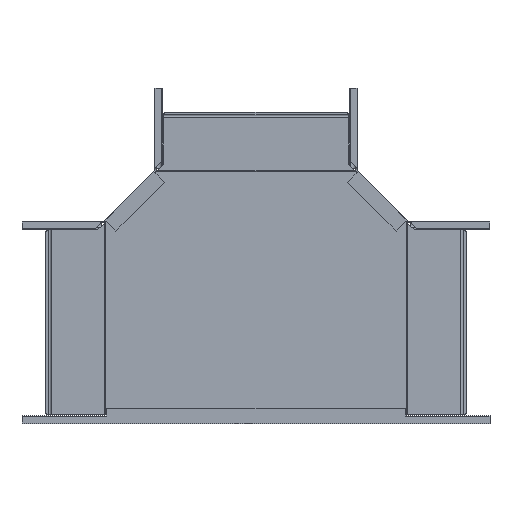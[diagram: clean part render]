
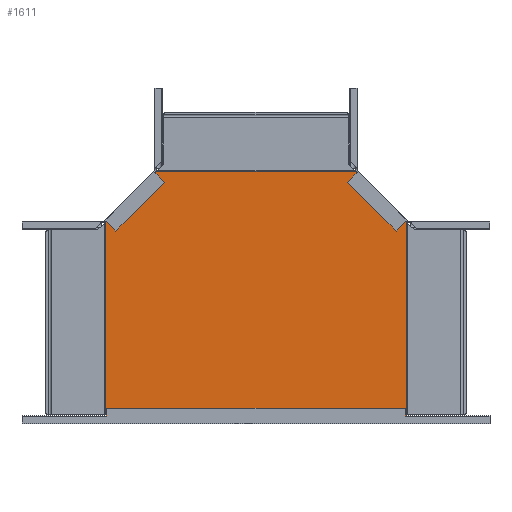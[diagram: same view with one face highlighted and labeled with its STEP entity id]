
A CAD part, front view. The second image highlights one B-rep face of the part: STEP entity #1611.
In plain terms, the highlighted planar face has unit normal (0, -1, 0).
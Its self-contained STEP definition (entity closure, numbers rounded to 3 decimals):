
#64 = LINE ( 'NONE', #3291, #3199 ) ;
#221 = CARTESIAN_POINT ( 'NONE',  ( 146.163, 0., 0. ) ) ;
#250 = CARTESIAN_POINT ( 'NONE',  ( -97.093, 0., 242.413 ) ) ;
#440 = LINE ( 'NONE', #4508, #5692 ) ;
#476 = ORIENTED_EDGE ( 'NONE', *, *, #5905, .F. ) ;
#488 = EDGE_CURVE ( 'NONE', #562, #2001, #1513, .T. ) ;
#491 = VERTEX_POINT ( 'NONE', #2063 ) ;
#504 = VERTEX_POINT ( 'NONE', #5254 ) ;
#533 = DIRECTION ( 'NONE',  ( 0., 0., 1. ) ) ;
#549 = VERTEX_POINT ( 'NONE', #3541 ) ;
#562 = VERTEX_POINT ( 'NONE', #3058 ) ;
#701 = VERTEX_POINT ( 'NONE', #1755 ) ;
#840 = CARTESIAN_POINT ( 'NONE',  ( 97.093, 0., 242.413 ) ) ;
#862 = CARTESIAN_POINT ( 'NONE',  ( 0., 0., 6.5 ) ) ;
#923 = ORIENTED_EDGE ( 'NONE', *, *, #4454, .F. ) ;
#984 = DIRECTION ( 'NONE',  ( 0., 1., 0. ) ) ;
#1041 = EDGE_CURVE ( 'NONE', #701, #5121, #1771, .T. ) ;
#1056 = DIRECTION ( 'NONE',  ( 0., 0., -1. ) ) ;
#1141 = ORIENTED_EDGE ( 'NONE', *, *, #3650, .T. ) ;
#1149 = EDGE_CURVE ( 'NONE', #4831, #2483, #64, .T. ) ;
#1161 = CARTESIAN_POINT ( 'NONE',  ( -145.073, 0., 6.5 ) ) ;
#1172 = VECTOR ( 'NONE', #4031, 1000. ) ;
#1207 = LINE ( 'NONE', #1786, #4947 ) ;
#1279 = VECTOR ( 'NONE', #5921, 1000. ) ;
#1280 = VERTEX_POINT ( 'NONE', #1161 ) ;
#1302 = VERTEX_POINT ( 'NONE', #4337 ) ;
#1379 = VECTOR ( 'NONE', #2209, 1000. ) ;
#1402 = VERTEX_POINT ( 'NONE', #5442 ) ;
#1483 = ORIENTED_EDGE ( 'NONE', *, *, #3207, .F. ) ;
#1509 = B_SPLINE_CURVE_WITH_KNOTS ( 'NONE', 3,
 ( #4997, #5441, #5089, #2738 ),
 .UNSPECIFIED., .F., .F.,
 ( 4, 4 ),
 ( 0.005, 0.006 ),
 .UNSPECIFIED. ) ;
#1513 = LINE ( 'NONE', #221, #2422 ) ;
#1530 = CARTESIAN_POINT ( 'NONE',  ( -145.749, 0., 193.824 ) ) ;
#1550 = ORIENTED_EDGE ( 'NONE', *, *, #4137, .F. ) ;
#1595 = EDGE_CURVE ( 'NONE', #1280, #1302, #2863, .T. ) ;
#1597 = DIRECTION ( 'NONE',  ( 0.707, 0., -0.707 ) ) ;
#1604 = ORIENTED_EDGE ( 'NONE', *, *, #2871, .F. ) ;
#1611 = ADVANCED_FACE ( 'NONE', ( #4218 ), #4187, .F. ) ;
#1641 = CARTESIAN_POINT ( 'NONE',  ( -145.073, 0., 6.5 ) ) ;
#1714 = VERTEX_POINT ( 'NONE', #4302 ) ;
#1755 = CARTESIAN_POINT ( 'NONE',  ( 97.574, 0., 241.999 ) ) ;
#1771 = B_SPLINE_CURVE_WITH_KNOTS ( 'NONE', 3,
 ( #3590, #3168, #4554, #840 ),
 .UNSPECIFIED., .F., .F.,
 ( 4, 4 ),
 ( 0.005, 0.006 ),
 .UNSPECIFIED. ) ;
#1786 = CARTESIAN_POINT ( 'NONE',  ( 145.073, 0., 0. ) ) ;
#1788 = EDGE_CURVE ( 'NONE', #1714, #4831, #440, .T. ) ;
#1843 = VECTOR ( 'NONE', #4442, 1000. ) ;
#2001 = VERTEX_POINT ( 'NONE', #4376 ) ;
#2063 = CARTESIAN_POINT ( 'NONE',  ( 145.749, 0., 193.824 ) ) ;
#2139 = CARTESIAN_POINT ( 'NONE',  ( 137.925, 0., 201.648 ) ) ;
#2144 = CARTESIAN_POINT ( 'NONE',  ( -146.163, 0., 193.343 ) ) ;
#2209 = DIRECTION ( 'NONE',  ( 0., 0., 1. ) ) ;
#2310 = ORIENTED_EDGE ( 'NONE', *, *, #1595, .T. ) ;
#2403 = CARTESIAN_POINT ( 'NONE',  ( 0., 0., 0. ) ) ;
#2422 = VECTOR ( 'NONE', #1056, 1000. ) ;
#2483 = VERTEX_POINT ( 'NONE', #4811 ) ;
#2504 = EDGE_CURVE ( 'NONE', #504, #4408, #3643, .T. ) ;
#2588 = CARTESIAN_POINT ( 'NONE',  ( -145.749, 0., 193.824 ) ) ;
#2628 = CARTESIAN_POINT ( 'NONE',  ( 97.093, 0., 242.413 ) ) ;
#2676 = CARTESIAN_POINT ( 'NONE',  ( 145.073, 0., 6.5 ) ) ;
#2683 = CARTESIAN_POINT ( 'NONE',  ( -137.925, 0., 201.648 ) ) ;
#2733 = CARTESIAN_POINT ( 'NONE',  ( 0., 0., 242.413 ) ) ;
#2738 = CARTESIAN_POINT ( 'NONE',  ( 146.163, 0., 193.343 ) ) ;
#2755 = ORIENTED_EDGE ( 'NONE', *, *, #3688, .T. ) ;
#2765 = B_SPLINE_CURVE_WITH_KNOTS ( 'NONE', 3,
 ( #2935, #4377, #5187, #250 ),
 .UNSPECIFIED., .F., .F.,
 ( 4, 4 ),
 ( 0.005, 0.006 ),
 .UNSPECIFIED. ) ;
#2839 = DIRECTION ( 'NONE',  ( 0., 0., -1. ) ) ;
#2863 = LINE ( 'NONE', #5646, #5127 ) ;
#2871 = EDGE_CURVE ( 'NONE', #1402, #5121, #4510, .T. ) ;
#2935 = CARTESIAN_POINT ( 'NONE',  ( -97.574, 0., 241.999 ) ) ;
#2981 = ORIENTED_EDGE ( 'NONE', *, *, #1041, .T. ) ;
#3014 = CARTESIAN_POINT ( 'NONE',  ( -146.163, 0., 193.343 ) ) ;
#3058 = CARTESIAN_POINT ( 'NONE',  ( 146.163, 0., 193.343 ) ) ;
#3168 = CARTESIAN_POINT ( 'NONE',  ( 97.41, 0., 242.133 ) ) ;
#3172 = DIRECTION ( 'NONE',  ( -1., 0., 0. ) ) ;
#3199 = VECTOR ( 'NONE', #2839, 1000. ) ;
#3207 = EDGE_CURVE ( 'NONE', #4408, #3639, #5255, .T. ) ;
#3291 = CARTESIAN_POINT ( 'NONE',  ( 145.073, 0., 0. ) ) ;
#3486 = DIRECTION ( 'NONE',  ( 1., 0., 0. ) ) ;
#3541 = CARTESIAN_POINT ( 'NONE',  ( -97.574, 0., 241.999 ) ) ;
#3556 = EDGE_CURVE ( 'NONE', #549, #1402, #2765, .T. ) ;
#3590 = CARTESIAN_POINT ( 'NONE',  ( 97.574, 0., 241.999 ) ) ;
#3639 = VERTEX_POINT ( 'NONE', #2144 ) ;
#3643 = LINE ( 'NONE', #862, #1172 ) ;
#3650 = EDGE_CURVE ( 'NONE', #504, #1280, #5814, .T. ) ;
#3657 = CARTESIAN_POINT ( 'NONE',  ( -146.163, 0., 0. ) ) ;
#3688 = EDGE_CURVE ( 'NONE', #1714, #2001, #4047, .T. ) ;
#3710 = LINE ( 'NONE', #2683, #5059 ) ;
#3716 = ORIENTED_EDGE ( 'NONE', *, *, #1788, .F. ) ;
#3728 = ORIENTED_EDGE ( 'NONE', *, *, #1149, .F. ) ;
#4031 = DIRECTION ( 'NONE',  ( -1., 0., 0. ) ) ;
#4047 = LINE ( 'NONE', #5792, #4344 ) ;
#4137 = EDGE_CURVE ( 'NONE', #2483, #1302, #1207, .T. ) ;
#4187 = PLANE ( 'NONE',  #5308 ) ;
#4218 = FACE_OUTER_BOUND ( 'NONE', #4327, .T. ) ;
#4302 = CARTESIAN_POINT ( 'NONE',  ( 145.749, 0., 6.5 ) ) ;
#4327 = EDGE_LOOP ( 'NONE', ( #3716, #2755, #5525, #476, #923, #2981, #1604, #4892, #5579, #5473, #1483, #4390, #1141, #2310, #1550, #3728 ) ) ;
#4337 = CARTESIAN_POINT ( 'NONE',  ( -145.073, 0., 0. ) ) ;
#4344 = VECTOR ( 'NONE', #3486, 1000. ) ;
#4376 = CARTESIAN_POINT ( 'NONE',  ( 146.163, 0., 6.5 ) ) ;
#4377 = CARTESIAN_POINT ( 'NONE',  ( -97.41, 0., 242.133 ) ) ;
#4390 = ORIENTED_EDGE ( 'NONE', *, *, #2504, .F. ) ;
#4408 = VERTEX_POINT ( 'NONE', #4848 ) ;
#4442 = DIRECTION ( 'NONE',  ( 1., 0., 0. ) ) ;
#4454 = EDGE_CURVE ( 'NONE', #701, #491, #5775, .T. ) ;
#4480 = DIRECTION ( 'NONE',  ( -1., 0., 0. ) ) ;
#4508 = CARTESIAN_POINT ( 'NONE',  ( 145.073, 0., 6.5 ) ) ;
#4510 = LINE ( 'NONE', #2733, #1279 ) ;
#4554 = CARTESIAN_POINT ( 'NONE',  ( 97.246, 0., 242.267 ) ) ;
#4694 = DIRECTION ( 'NONE',  ( 0., 0., -1. ) ) ;
#4811 = CARTESIAN_POINT ( 'NONE',  ( 145.073, 0., 0. ) ) ;
#4831 = VERTEX_POINT ( 'NONE', #2676 ) ;
#4848 = CARTESIAN_POINT ( 'NONE',  ( -146.163, 0., 6.5 ) ) ;
#4872 = CARTESIAN_POINT ( 'NONE',  ( -146.017, 0., 193.496 ) ) ;
#4892 = ORIENTED_EDGE ( 'NONE', *, *, #3556, .F. ) ;
#4898 = CARTESIAN_POINT ( 'NONE',  ( -145.883, 0., 193.66 ) ) ;
#4947 = VECTOR ( 'NONE', #3172, 1000. ) ;
#4997 = CARTESIAN_POINT ( 'NONE',  ( 145.749, 0., 193.824 ) ) ;
#5059 = VECTOR ( 'NONE', #5509, 1000. ) ;
#5089 = CARTESIAN_POINT ( 'NONE',  ( 146.017, 0., 193.496 ) ) ;
#5121 = VERTEX_POINT ( 'NONE', #2628 ) ;
#5127 = VECTOR ( 'NONE', #4694, 1000. ) ;
#5157 = B_SPLINE_CURVE_WITH_KNOTS ( 'NONE', 3,
 ( #2588, #4898, #4872, #3014 ),
 .UNSPECIFIED., .F., .F.,
 ( 4, 4 ),
 ( 0.005, 0.006 ),
 .UNSPECIFIED. ) ;
#5187 = CARTESIAN_POINT ( 'NONE',  ( -97.246, 0., 242.267 ) ) ;
#5254 = CARTESIAN_POINT ( 'NONE',  ( -145.749, 0., 6.5 ) ) ;
#5255 = LINE ( 'NONE', #3657, #1379 ) ;
#5308 = AXIS2_PLACEMENT_3D ( 'NONE', #2403, #984, #533 ) ;
#5332 = VECTOR ( 'NONE', #1597, 1000. ) ;
#5344 = VERTEX_POINT ( 'NONE', #1530 ) ;
#5441 = CARTESIAN_POINT ( 'NONE',  ( 145.883, 0., 193.66 ) ) ;
#5442 = CARTESIAN_POINT ( 'NONE',  ( -97.093, 0., 242.413 ) ) ;
#5473 = ORIENTED_EDGE ( 'NONE', *, *, #5761, .T. ) ;
#5509 = DIRECTION ( 'NONE',  ( -0.707, 0., -0.707 ) ) ;
#5525 = ORIENTED_EDGE ( 'NONE', *, *, #488, .F. ) ;
#5579 = ORIENTED_EDGE ( 'NONE', *, *, #5642, .T. ) ;
#5642 = EDGE_CURVE ( 'NONE', #549, #5344, #3710, .T. ) ;
#5646 = CARTESIAN_POINT ( 'NONE',  ( -145.073, 0., 0. ) ) ;
#5692 = VECTOR ( 'NONE', #4480, 1000. ) ;
#5761 = EDGE_CURVE ( 'NONE', #5344, #3639, #5157, .T. ) ;
#5775 = LINE ( 'NONE', #2139, #5332 ) ;
#5792 = CARTESIAN_POINT ( 'NONE',  ( 145.749, 0., 6.5 ) ) ;
#5814 = LINE ( 'NONE', #1641, #1843 ) ;
#5905 = EDGE_CURVE ( 'NONE', #491, #562, #1509, .T. ) ;
#5921 = DIRECTION ( 'NONE',  ( 1., 0., 0. ) ) ;
